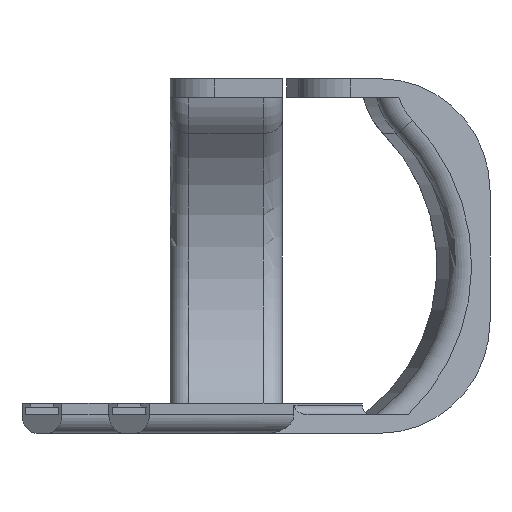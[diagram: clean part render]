
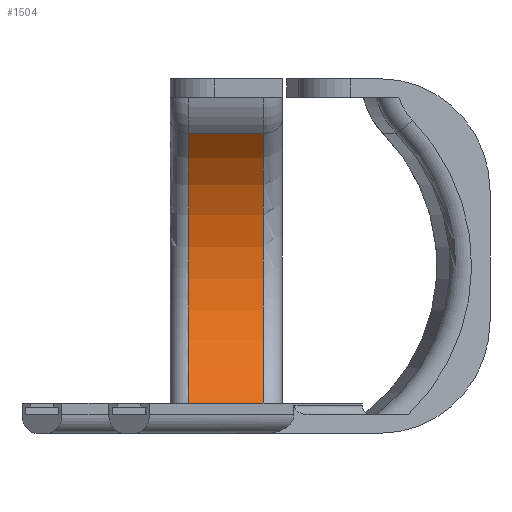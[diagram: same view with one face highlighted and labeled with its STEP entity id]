
A CAD part, front view. The second image highlights one B-rep face of the part: STEP entity #1504.
In plain terms, the highlighted cylindrical face has radius 50 mm (diameter 100 mm), a partial arc.
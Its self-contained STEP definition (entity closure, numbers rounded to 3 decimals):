
#96=FACE_OUTER_BOUND('',#178,.T.);
#178=EDGE_LOOP('',(#1083,#1084,#1085,#1086,#1087,#1088,#1089));
#259=CIRCLE('',#1598,50.);
#268=CIRCLE('',#1612,50.);
#318=ELLIPSE('',#1620,76.83,50.);
#330=LINE('',#2215,#482);
#339=LINE('',#2271,#491);
#351=LINE('',#2364,#503);
#482=VECTOR('',#1757,10.);
#491=VECTOR('',#1768,10.);
#503=VECTOR('',#1826,20.);
#627=B_SPLINE_CURVE_WITH_KNOTS('',3,(#2192,#2193,#2194,#2195),
 .UNSPECIFIED.,.F.,.F.,(4,4),(1.142,1.189),
 .UNSPECIFIED.);
#637=VERTEX_POINT('',#2190);
#638=VERTEX_POINT('',#2191);
#646=VERTEX_POINT('',#2214);
#648=VERTEX_POINT('',#2237);
#656=VERTEX_POINT('',#2252);
#658=VERTEX_POINT('',#2274);
#669=VERTEX_POINT('',#2319);
#787=EDGE_CURVE('',#637,#638,#627,.T.);
#797=EDGE_CURVE('',#646,#637,#330,.T.);
#808=EDGE_CURVE('',#648,#656,#339,.T.);
#810=EDGE_CURVE('',#658,#656,#259,.T.);
#827=EDGE_CURVE('',#646,#669,#268,.T.);
#838=EDGE_CURVE('',#669,#658,#351,.T.);
#839=EDGE_CURVE('',#638,#648,#318,.T.);
#1083=ORIENTED_EDGE('',*,*,#839,.T.);
#1084=ORIENTED_EDGE('',*,*,#808,.T.);
#1085=ORIENTED_EDGE('',*,*,#810,.F.);
#1086=ORIENTED_EDGE('',*,*,#838,.F.);
#1087=ORIENTED_EDGE('',*,*,#827,.F.);
#1088=ORIENTED_EDGE('',*,*,#797,.T.);
#1089=ORIENTED_EDGE('',*,*,#787,.T.);
#1473=CYLINDRICAL_SURFACE('',#1619,50.);
#1504=ADVANCED_FACE('',(#96),#1473,.F.);
#1598=AXIS2_PLACEMENT_3D('',#2276,#1773,#1774);
#1612=AXIS2_PLACEMENT_3D('',#2344,#1806,#1807);
#1619=AXIS2_PLACEMENT_3D('',#2365,#1827,#1828);
#1620=AXIS2_PLACEMENT_3D('',#2366,#1829,#1830);
#1757=DIRECTION('',(1.,0.,0.));
#1768=DIRECTION('',(1.,0.,0.));
#1773=DIRECTION('center_axis',(-1.,0.,0.));
#1774=DIRECTION('ref_axis',(0.,0.997,-0.071));
#1806=DIRECTION('center_axis',(1.,0.,0.));
#1807=DIRECTION('ref_axis',(0.,0.997,-0.071));
#1826=DIRECTION('',(1.,0.,0.));
#1827=DIRECTION('center_axis',(1.,0.,0.));
#1828=DIRECTION('ref_axis',(0.,0.6,-0.8));
#1829=DIRECTION('center_axis',(-0.651,-0.759,0.));
#1830=DIRECTION('ref_axis',(-0.759,0.651,0.));
#2190=CARTESIAN_POINT('',(16.707,-115.,-25.));
#2191=CARTESIAN_POINT('',(17.16,-114.972,-24.979));
#2192=CARTESIAN_POINT('Ctrl Pts',(16.707,-115.,-25.));
#2193=CARTESIAN_POINT('Ctrl Pts',(16.861,-115.,-25.));
#2194=CARTESIAN_POINT('Ctrl Pts',(17.012,-114.989,-24.992));
#2195=CARTESIAN_POINT('Ctrl Pts',(17.16,-114.972,-24.979));
#2214=CARTESIAN_POINT('',(5.,-115.,-25.));
#2215=CARTESIAN_POINT('',(0.,-115.,-25.));
#2237=CARTESIAN_POINT('',(17.193,-115.,-25.));
#2252=CARTESIAN_POINT('',(25.,-115.,-25.));
#2271=CARTESIAN_POINT('',(0.,-115.,-25.));
#2274=CARTESIAN_POINT('',(25.,-109.654,50.364));
#2276=CARTESIAN_POINT('Origin',(25.,-145.,15.));
#2319=CARTESIAN_POINT('',(5.,-109.654,50.364));
#2344=CARTESIAN_POINT('Origin',(5.,-145.,15.));
#2364=CARTESIAN_POINT('',(0.,-109.654,50.364));
#2365=CARTESIAN_POINT('Origin',(0.,-145.,15.));
#2366=CARTESIAN_POINT('Origin',(52.193,-145.,15.));
